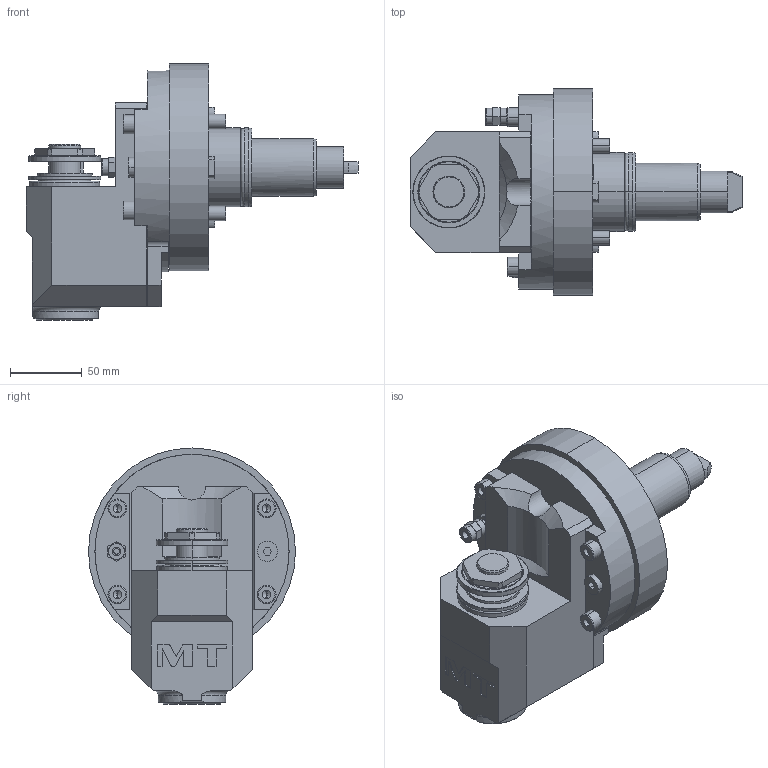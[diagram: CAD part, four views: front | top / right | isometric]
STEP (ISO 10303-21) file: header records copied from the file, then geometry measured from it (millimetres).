
FILE_DESCRIPTION((''),'2;1');
FILE_NAME('DWO1628022_CONF','2023-04-13T08:28:48',('gvalli'),('M.T. srl'),'CREO PARAMETRIC BY PTC INC, 2021072','CREO PARAMETRIC BY PTC INC, 2021072','');
FILE_SCHEMA(('CONFIG_CONTROL_DESIGN'));
Length unit declared in the file: millimetre
Products named in the file (1): DWO1628022_CONF
Bounding box: 231 x 144 x 178.2 mm (x, y, z)
Volume: 1558442.1 mm3; surface area: 123043.2 mm2
Topology: 1 solids, 1 shells, 349 faces, 819 edges, 518 vertices
Faces by surface type: plane 170, cylinder 101, cone 49, torus 27, extrusion 2
Entity records: 10629 total; most frequent: CARTESIAN_POINT 2458, DIRECTION 1758, ORIENTED_EDGE 1622, EDGE_CURVE 811, AXIS2_PLACEMENT_3D 659, VERTEX_POINT 518, VECTOR 440, LINE 438
